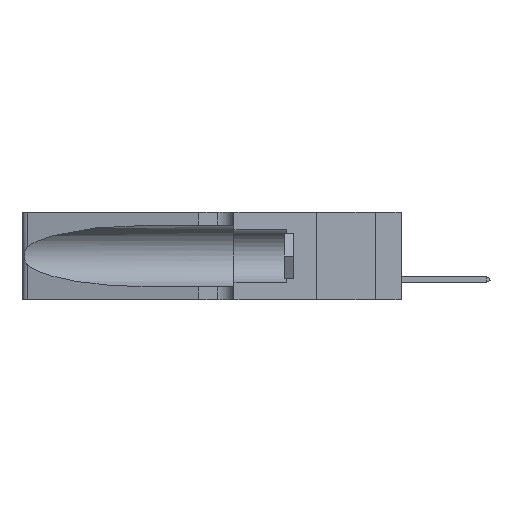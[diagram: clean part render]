
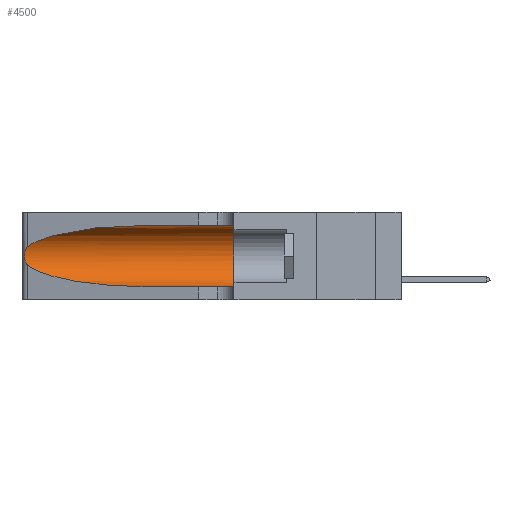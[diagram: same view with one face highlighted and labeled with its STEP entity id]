
A CAD part, left-side view. The second image highlights one B-rep face of the part: STEP entity #4500.
In plain terms, the highlighted cylindrical face has radius 3.308 mm (diameter 6.617 mm), a partial arc.
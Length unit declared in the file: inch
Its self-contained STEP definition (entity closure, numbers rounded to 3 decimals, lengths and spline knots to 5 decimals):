
#455 = VECTOR ( 'NONE', #1422, 39.37008 ) ;
#476 = CARTESIAN_POINT ( 'NONE',  ( 0.25856, 1.23593, 0.16098 ) ) ;
#579 = EDGE_CURVE ( 'NONE', #7668, #14313, #21025, .T. ) ;
#1033 = CARTESIAN_POINT ( 'NONE',  ( 0.2373, 1.15595, 0.28018 ) ) ;
#1422 = DIRECTION ( 'NONE',  ( 0., -1., 0. ) ) ;
#1844 = CARTESIAN_POINT ( 'NONE',  ( 0.25639, 1.23184, 0.21858 ) ) ;
#2130 = CARTESIAN_POINT ( 'NONE',  ( 0.1305, 0.35, 0.05475 ) ) ;
#2148 = CARTESIAN_POINT ( 'NONE',  ( 0.25555, 1.22993, 0.14849 ) ) ;
#2513 = DIRECTION ( 'NONE',  ( 0., 0., -1. ) ) ;
#2584 = DIRECTION ( 'NONE',  ( 0., -1., 0. ) ) ;
#2909 = FACE_OUTER_BOUND ( 'NONE', #8078, .T. ) ;
#2955 = ORIENTED_EDGE ( 'NONE', *, *, #19047, .T. ) ;
#3232 = CARTESIAN_POINT ( 'NONE',  ( 0.25487, 1.22718, 0.14631 ) ) ;
#3348 = CARTESIAN_POINT ( 'NONE',  ( 0.1305, 0.72297, 0.05475 ) ) ;
#3671 = CARTESIAN_POINT ( 'NONE',  ( 0.25789, 1.23486, 0.15765 ) ) ;
#3750 = CARTESIAN_POINT ( 'NONE',  ( 0.25555, 1.22994, 0.2215 ) ) ;
#3762 = VERTEX_POINT ( 'NONE', #15697 ) ;
#4500 = ADVANCED_FACE ( 'NONE', ( #2909 ), #21382, .F. ) ;
#4593 = VERTEX_POINT ( 'NONE', #7843 ) ;
#5191 = CARTESIAN_POINT ( 'NONE',  ( 0.26075, 1.23896, 0.19203 ) ) ;
#5378 = CARTESIAN_POINT ( 'NONE',  ( 0.1305, 0.72297, 0.05475 ) ) ;
#5818 = ORIENTED_EDGE ( 'NONE', *, *, #579, .F. ) ;
#6859 = CARTESIAN_POINT ( 'NONE',  ( 0.1305, 0.35, 0.185 ) ) ;
#6993 = DIRECTION ( 'NONE',  ( 0., 1., 0. ) ) ;
#6999 = CARTESIAN_POINT ( 'NONE',  ( 0.26075, 1.23896, 0.178 ) ) ;
#7153 = CARTESIAN_POINT ( 'NONE',  ( 0.25639, 1.23186, 0.15144 ) ) ;
#7308 = CARTESIAN_POINT ( 'NONE',  ( 0.1305, 1.61858, 0.185 ) ) ;
#7466 = ORIENTED_EDGE ( 'NONE', *, *, #16079, .T. ) ;
#7668 = VERTEX_POINT ( 'NONE', #20493 ) ;
#7843 = CARTESIAN_POINT ( 'NONE',  ( 0.1305, 0.72297, 0.31525 ) ) ;
#7869 = AXIS2_PLACEMENT_3D ( 'NONE', #7308, #2584, #2513 ) ;
#8078 = EDGE_LOOP ( 'NONE', ( #7466, #10038, #16500, #2955, #5818, #21124 ) ) ;
#9892 = AXIS2_PLACEMENT_3D ( 'NONE', #6859, #6993, #16772 ) ;
#10028 = CARTESIAN_POINT ( 'NONE',  ( 0.18966, 0.96281, 0.05475 ) ) ;
#10038 = ORIENTED_EDGE ( 'NONE', *, *, #11436, .T. ) ;
#10294 = DIRECTION ( 'NONE',  ( 0., -1., 0. ) ) ;
#10445 = CARTESIAN_POINT ( 'NONE',  ( 0.26017, 1.23833, 0.17102 ) ) ;
#11248 = CARTESIAN_POINT ( 'NONE',  ( 0.25487, 1.22718, 0.22369 ) ) ;
#11338 = CARTESIAN_POINT ( 'NONE',  ( 0.25487, 1.22718, 0.14631 ) ) ;
#11436 = EDGE_CURVE ( 'NONE', #3762, #20824, #17462, .T. ) ;
#11772 = EDGE_CURVE ( 'NONE', #20824, #12932, #20547, .T. ) ;
#12107 = CARTESIAN_POINT ( 'NONE',  ( 0.25787, 1.23484, 0.2124 ) ) ;
#12932 = VERTEX_POINT ( 'NONE', #5378 ) ;
#13186 = LINE ( 'NONE', #18897, #455 ) ;
#14313 = VERTEX_POINT ( 'NONE', #2130 ) ;
#14319 = CARTESIAN_POINT ( 'NONE',  ( 0.1305, 0.72297, 0.31525 ) ) ;
#15179 = CARTESIAN_POINT ( 'NONE',  ( 0.25487, 1.22718, 0.22369 ) ) ;
#15480 = CARTESIAN_POINT ( 'NONE',  ( 0.25487, 1.22718, 0.14631 ) ) ;
#15604 = EDGE_CURVE ( 'NONE', #4593, #7668, #13186, .T. ) ;
#15697 = CARTESIAN_POINT ( 'NONE',  ( 0.25487, 1.22718, 0.22369 ) ) ;
#16079 = EDGE_CURVE ( 'NONE', #4593, #3762, #20813, .T. ) ;
#16431 = LINE ( 'NONE', #20288, #21369 ) ;
#16500 = ORIENTED_EDGE ( 'NONE', *, *, #11772, .T. ) ;
#16772 = DIRECTION ( 'NONE',  ( 0., 0., 1. ) ) ;
#17462 = B_SPLINE_CURVE_WITH_KNOTS ( 'NONE', 3,
 ( #15179, #3750, #1844, #12107, #20205, #18735, #5191, #6999, #10445, #476, #3671, #7153, #2148, #15480 ),
 .UNSPECIFIED., .F., .F.,
 ( 4, 2, 2, 2, 2, 2, 4 ),
 ( 0., 0.00027, 0.00053, 0.00107, 0.0016, 0.00187, 0.00214 ),
 .UNSPECIFIED. ) ;
#18735 = CARTESIAN_POINT ( 'NONE',  ( 0.26018, 1.23835, 0.19895 ) ) ;
#18897 = CARTESIAN_POINT ( 'NONE',  ( 0.1305, 1.61858, 0.31525 ) ) ;
#19047 = EDGE_CURVE ( 'NONE', #12932, #14313, #16431, .T. ) ;
#19488 = CARTESIAN_POINT ( 'NONE',  ( 0.2373, 1.15595, 0.08982 ) ) ;
#20205 = CARTESIAN_POINT ( 'NONE',  ( 0.25854, 1.2359, 0.20912 ) ) ;
#20288 = CARTESIAN_POINT ( 'NONE',  ( 0.1305, 1.61858, 0.05475 ) ) ;
#20493 = CARTESIAN_POINT ( 'NONE',  ( 0.1305, 0.35, 0.31525 ) ) ;
#20547 =( BOUNDED_CURVE ( )  B_SPLINE_CURVE ( 3, ( #11338, #19488, #10028, #3348 ),
 .UNSPECIFIED., .F., .F. ) 
 B_SPLINE_CURVE_WITH_KNOTS ( ( 4, 4 ),
 ( 3.44316, 4.71239 ),
 .UNSPECIFIED. ) 
 CURVE ( )  GEOMETRIC_REPRESENTATION_ITEM ( )  RATIONAL_B_SPLINE_CURVE ( ( 1., 0.87, 0.87, 1. ) ) 
 REPRESENTATION_ITEM ( '' )  );
#20813 =( BOUNDED_CURVE ( )  B_SPLINE_CURVE ( 3, ( #14319, #21175, #1033, #11248 ),
 .UNSPECIFIED., .F., .T. ) 
 B_SPLINE_CURVE_WITH_KNOTS ( ( 4, 4 ),
 ( 1.5708, 2.84003 ),
 .UNSPECIFIED. ) 
 CURVE ( )  GEOMETRIC_REPRESENTATION_ITEM ( )  RATIONAL_B_SPLINE_CURVE ( ( 1., 0.87, 0.87, 1. ) ) 
 REPRESENTATION_ITEM ( '' )  );
#20824 = VERTEX_POINT ( 'NONE', #3232 ) ;
#21025 = CIRCLE ( 'NONE', #9892, 0.13025 ) ;
#21124 = ORIENTED_EDGE ( 'NONE', *, *, #15604, .F. ) ;
#21175 = CARTESIAN_POINT ( 'NONE',  ( 0.18966, 0.96281, 0.31525 ) ) ;
#21369 = VECTOR ( 'NONE', #10294, 39.37008 ) ;
#21382 = CYLINDRICAL_SURFACE ( 'NONE', #7869, 0.13025 ) ;
